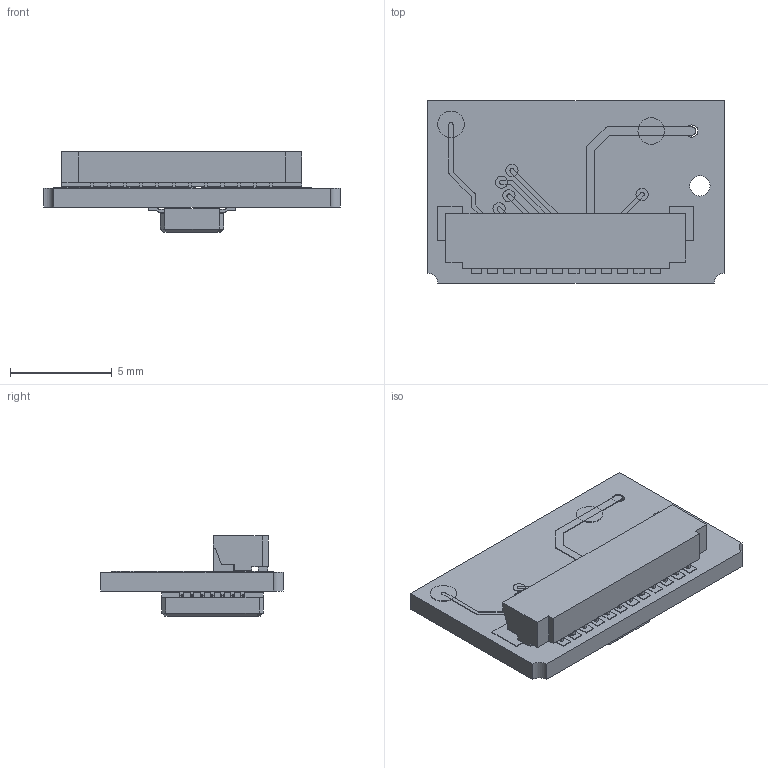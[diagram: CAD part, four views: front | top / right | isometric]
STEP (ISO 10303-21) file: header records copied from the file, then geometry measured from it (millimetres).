
FILE_DESCRIPTION(('STEP Model'),'2;1');
FILE_NAME('Tonic PCB connector (3).stp','2014-06-23T11:02:18',(''),(''), 'CAD Exchanger 2.5.1 (www.cadexchanger.com)','CAD Exchanger 2.5.1', 'Unknown');
FILE_SCHEMA(('AUTOMOTIVE_DESIGN { 1 0 10303 214 1 1 1 1 }'));
Length unit declared in the file: millimetre
Products named in the file (81): Unspecified 1; Unspecified 1.1; Unspecified 1.2; Unspecified 1.3; Unspecified 1.4; Unspecified 1.5; Unspecified 1.6; Unspecified 1.7; Unspecified 1.8; Unspecified 1.9; Unspecified 1.10; Unspecified 1.11; Unspecified 1.12; Unspecified 1.13; Unspecified 1.14; Unspecified 1.15; Unspecified 1.16; Unspecified 1.17; Unspecified 1.18; Unspecified 1.19; Unspecified 1.20; Unspecified 1.21; Unspecified 1.22; Unspecified 1.23; Unspecified 1.24; Unspecified 1.25; Unspecified 1.26; Unspecified 1.27; Unspecified 1.28; Unspecified 1.29; Unspecified 1.30; Unspecified 1.31; Unspecified 1.32; Unspecified 1.33; Unspecified 1.34; Unspecified 1.35; Unspecified 1.36; Unspecified 1.37; Unspecified 1.38; Unspecified 1.39 ...
Assembly tree (80 placements, depth 2):
  Unspecified 1
    Unspecified 1.1
    Unspecified 1.2
    Unspecified 1.3
    Unspecified 1.4
    Unspecified 1.5
    Unspecified 1.6
    Unspecified 1.7
    Unspecified 1.8
    Unspecified 1.9
    Unspecified 1.10
    Unspecified 1.11
    Unspecified 1.12
    Unspecified 1.13
    Unspecified 1.14
    Unspecified 1.15
    Unspecified 1.16
    Unspecified 1.17
    Unspecified 1.18
    Unspecified 1.19
    Unspecified 1.20
    Unspecified 1.21
    Unspecified 1.22
    Unspecified 1.23
    Unspecified 1.24
    Unspecified 1.25
    Unspecified 1.26
    Unspecified 1.27
    Unspecified 1.28
    Unspecified 1.29
    Unspecified 1.30
    Unspecified 1.31
    Unspecified 1.32
    Unspecified 1.33
    Unspecified 1.34
    Unspecified 1.35
    Unspecified 1.36
    Unspecified 1.37
    Unspecified 1.38
    Unspecified 1.39
    Unspecified 1.40
    Unspecified 1.41
    Unspecified 1.42
    Unspecified 1.43
    Unspecified 1.44
    Unspecified 1.45
    Unspecified 1.46
    Unspecified 1.47
    Unspecified 1.48
    Unspecified 1.49
    Unspecified 1.50
    Unspecified 1.51
    Unspecified 1.52
    Unspecified 1.53
    Unspecified 1.54
    Unspecified 1.55
    Unspecified 1.56
    Unspecified 1.57
    Unspecified 1.58
    Unspecified 1.59
Bounding box: 14.6 x 9 x 3.95 mm (x, y, z)
Volume: 164.3 mm3; surface area: 647.7 mm2
Topology: 80 solids, 80 shells, 926 faces, 2148 edges, 1422 vertices
Faces by surface type: plane 746, cylinder 180
Full cylindrical faces by diameter (mm): 0.6 x23, 1 x1, 1.3 x2
Entity records: 63245 total; most frequent: CARTESIAN_POINT 10053, DIRECTION 8043, LINE 5030, VECTOR 5030, ORIENTED_EDGE 4296, PCURVE 4296, DEFINITIONAL_REPRESENTATION 4296, EDGE_CURVE 2148
